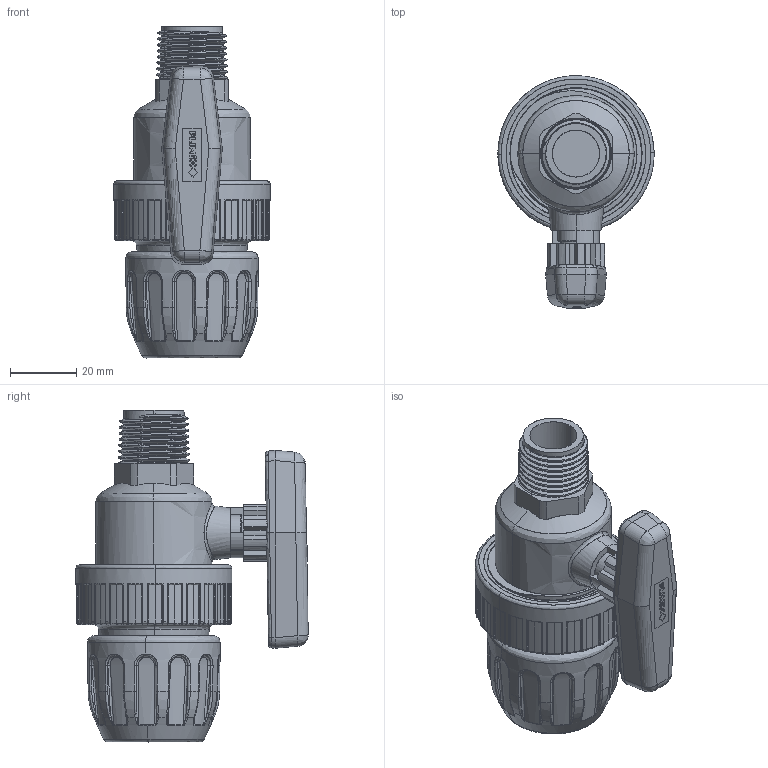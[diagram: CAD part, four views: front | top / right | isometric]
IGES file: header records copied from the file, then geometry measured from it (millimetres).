
Start section: SolidWorks IGES file using NURBS representation for surfaces
Global section: file name: 02712079005.IGS; native system: SolidWorks 2020; preprocessor: SolidWorks 2020; author: DulceM; date: 210330.081036; units: millimetre
Bounding box: 47.03 x 69.99 x 99.97 mm (x, y, z)
Surface area: 35963.6 mm2 (no closed solid volume)
Topology: 0 solids, 0 shells, 1488 faces, 16277 edges, 16263 vertices
Faces by surface type: bspline 1488
